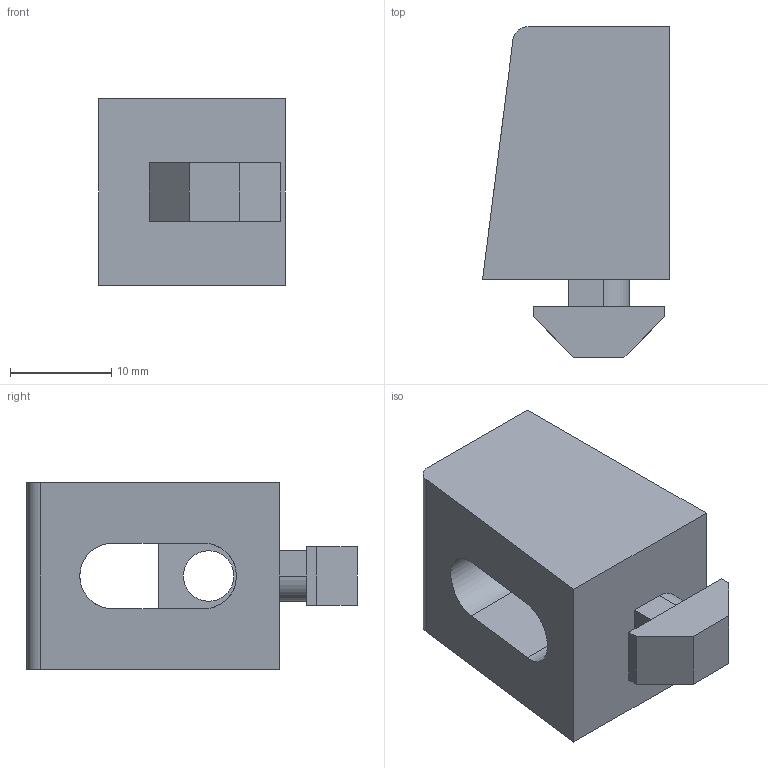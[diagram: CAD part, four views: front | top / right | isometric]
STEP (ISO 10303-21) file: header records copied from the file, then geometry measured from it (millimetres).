
FILE_DESCRIPTION(('FreeCAD Model'),'2;1');
FILE_NAME('Open CASCADE Shape Model','2024-03-18T17:54:30',(''),(''), 'Open CASCADE STEP processor 7.6','FreeCAD','Unknown');
FILE_SCHEMA(('AUTOMOTIVE_DESIGN { 1 0 10303 214 1 1 1 1 }'));
Length unit declared in the file: millimetre
Products named in the file (1): STI6-UNIB18
Bounding box: 18.5 x 32.7 x 18.5 mm (x, y, z)
Volume: 6037.6 mm3; surface area: 3761.3 mm2
Topology: 1 solids, 1 shells, 44 faces, 112 edges, 74 vertices
Faces by surface type: plane 34, cylinder 10
Full cylindrical faces by diameter (mm): 2 x2, 5 x1
Entity records: 2866 total; most frequent: CARTESIAN_POINT 536, DIRECTION 436, LINE 291, VECTOR 291, ORIENTED_EDGE 224, PCURVE 224, DEFINITIONAL_REPRESENTATION 224, EDGE_CURVE 112
